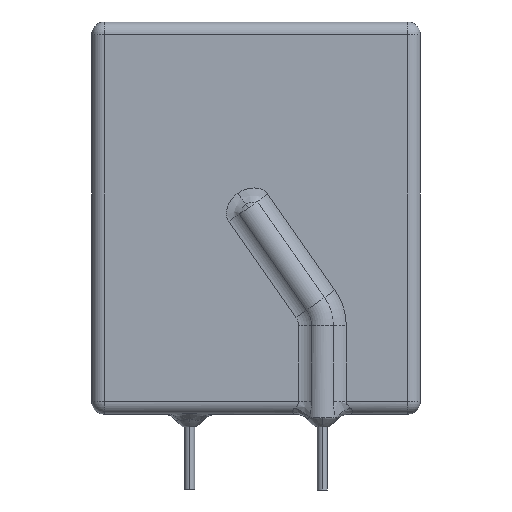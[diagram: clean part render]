
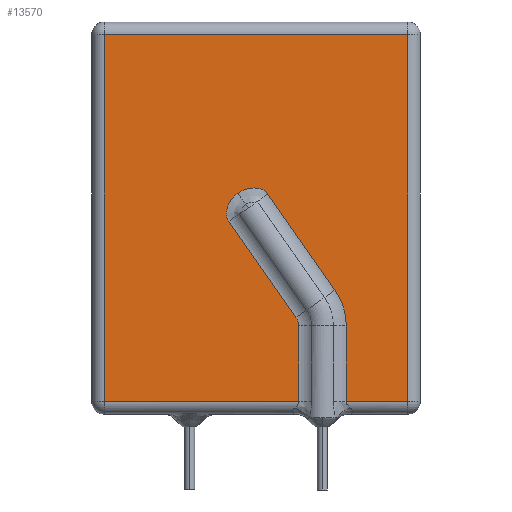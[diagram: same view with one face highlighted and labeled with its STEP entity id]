
A CAD part, front view. The second image highlights one B-rep face of the part: STEP entity #13570.
In plain terms, the highlighted planar face has unit normal (0, -1, 0).
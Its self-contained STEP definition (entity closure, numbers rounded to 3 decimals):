
#362 = EDGE_CURVE ( 'NONE', #17450, #4100, #2227, .T. ) ;
#433 = CARTESIAN_POINT ( 'NONE',  ( -2.13, -1.5, 1.171 ) ) ;
#437 = DIRECTION ( 'NONE',  ( 0., 0., -1. ) ) ;
#991 = CARTESIAN_POINT ( 'NONE',  ( 3.363, -1.5, -14.5 ) ) ;
#1027 = VERTEX_POINT ( 'NONE', #2553 ) ;
#1078 = EDGE_CURVE ( 'NONE', #1027, #5963, #11264, .T. ) ;
#1130 = ORIENTED_EDGE ( 'NONE', *, *, #3458, .T. ) ;
#1611 = ORIENTED_EDGE ( 'NONE', *, *, #2278, .T. ) ;
#1686 = VECTOR ( 'NONE', #7777, 1000. ) ;
#1811 = B_SPLINE_CURVE_WITH_KNOTS ( 'NONE', 3,
 ( #8060, #3660, #18214, #17140, #2396, #13867, #2302, #433, #13778, #8258, #18414, #14163 ),
 .UNSPECIFIED., .F., .F.,
 ( 4, 2, 2, 2, 2, 4 ),
 ( 0., 0., 0.001, 0.001, 0.002, 0.003 ),
 .UNSPECIFIED. ) ;
#2227 = LINE ( 'NONE', #12719, #16037 ) ;
#2278 = EDGE_CURVE ( 'NONE', #10526, #12168, #9728, .T. ) ;
#2292 = AXIS2_PLACEMENT_3D ( 'NONE', #17819, #15214, #12181 ) ;
#2302 = CARTESIAN_POINT ( 'NONE',  ( -2.296, -1.5, 0.773 ) ) ;
#2333 = CARTESIAN_POINT ( 'NONE',  ( 2.25, -1.5, -8.5 ) ) ;
#2396 = CARTESIAN_POINT ( 'NONE',  ( -2.345, -1.5, 0.231 ) ) ;
#2553 = CARTESIAN_POINT ( 'NONE',  ( 3.363, -1.5, -14.5 ) ) ;
#2565 = CARTESIAN_POINT ( 'NONE',  ( 0.939, -1.5, 1.894 ) ) ;
#2624 = ORIENTED_EDGE ( 'NONE', *, *, #7691, .T. ) ;
#2969 = DIRECTION ( 'NONE',  ( 0., 0., -1. ) ) ;
#3023 = VECTOR ( 'NONE', #2969, 1000. ) ;
#3176 = CARTESIAN_POINT ( 'NONE',  ( 12., -1.5, -14.5 ) ) ;
#3458 = EDGE_CURVE ( 'NONE', #3656, #16195, #12002, .T. ) ;
#3488 = LINE ( 'NONE', #17964, #11865 ) ;
#3550 = CARTESIAN_POINT ( 'NONE',  ( 7.137, -1.5, -14.5 ) ) ;
#3634 = CARTESIAN_POINT ( 'NONE',  ( -1.243, -1.5, 2.099 ) ) ;
#3656 = VERTEX_POINT ( 'NONE', #3550 ) ;
#3660 = CARTESIAN_POINT ( 'NONE',  ( -2.216, -1.5, -0.181 ) ) ;
#3720 = ORIENTED_EDGE ( 'NONE', *, *, #17352, .T. ) ;
#3972 = ORIENTED_EDGE ( 'NONE', *, *, #9533, .T. ) ;
#4100 = VERTEX_POINT ( 'NONE', #9891 ) ;
#4136 = LINE ( 'NONE', #5502, #3023 ) ;
#4228 = EDGE_LOOP ( 'NONE', ( #12092, #3720, #1130, #18196, #1611, #4756, #10648, #19030, #12547, #7470, #3972, #2624, #17663 ) ) ;
#4400 = CARTESIAN_POINT ( 'NONE',  ( -0.425, -1.5, 2.365 ) ) ;
#4756 = ORIENTED_EDGE ( 'NONE', *, *, #6688, .T. ) ;
#4932 = DIRECTION ( 'NONE',  ( 1., 0., 0. ) ) ;
#5336 = DIRECTION ( 'NONE',  ( 0., 1., 0. ) ) ;
#5502 = CARTESIAN_POINT ( 'NONE',  ( -12., -1.5, -14.5 ) ) ;
#5674 = CARTESIAN_POINT ( 'NONE',  ( -1.421, -1.5, 1.974 ) ) ;
#5793 = CARTESIAN_POINT ( 'NONE',  ( 0.532, -1.5, 2.245 ) ) ;
#5963 = VERTEX_POINT ( 'NONE', #12372 ) ;
#6285 = PLANE ( 'NONE',  #2292 ) ;
#6410 = CARTESIAN_POINT ( 'NONE',  ( 12., -1.5, 14.5 ) ) ;
#6688 = EDGE_CURVE ( 'NONE', #12168, #18916, #4136, .T. ) ;
#6938 = DIRECTION ( 'NONE',  ( 0., 0., 1. ) ) ;
#7044 = CARTESIAN_POINT ( 'NONE',  ( 0.628, -1.5, 2.192 ) ) ;
#7145 = CARTESIAN_POINT ( 'NONE',  ( 0.223, -1.5, 2.349 ) ) ;
#7470 = ORIENTED_EDGE ( 'NONE', *, *, #7956, .T. ) ;
#7553 = CARTESIAN_POINT ( 'NONE',  ( 7.137, -1.5, -8.5 ) ) ;
#7691 = EDGE_CURVE ( 'NONE', #16951, #17450, #13251, .T. ) ;
#7777 = DIRECTION ( 'NONE',  ( 0., 0., 1. ) ) ;
#7861 = CARTESIAN_POINT ( 'NONE',  ( 7.137, -1.5, -14.5 ) ) ;
#7887 = VECTOR ( 'NONE', #17832, 1000. ) ;
#7956 = EDGE_CURVE ( 'NONE', #14074, #10836, #15468, .T. ) ;
#8060 = CARTESIAN_POINT ( 'NONE',  ( -2.153, -1.5, -0.271 ) ) ;
#8091 = CARTESIAN_POINT ( 'NONE',  ( 12., -1.5, 14.5 ) ) ;
#8258 = CARTESIAN_POINT ( 'NONE',  ( -1.754, -1.5, 1.699 ) ) ;
#8274 = CARTESIAN_POINT ( 'NONE',  ( 12., -1.5, -14.5 ) ) ;
#9204 = FACE_OUTER_BOUND ( 'NONE', #4228, .T. ) ;
#9533 = EDGE_CURVE ( 'NONE', #10836, #16951, #1811, .T. ) ;
#9728 = LINE ( 'NONE', #14401, #12417 ) ;
#9875 = CARTESIAN_POINT ( 'NONE',  ( 3.161, -1.5, -7.862 ) ) ;
#9891 = CARTESIAN_POINT ( 'NONE',  ( 6.254, -1.5, -5.697 ) ) ;
#9909 = DIRECTION ( 'NONE',  ( 1., 0., 0. ) ) ;
#10039 = CARTESIAN_POINT ( 'NONE',  ( 0.801, -1.5, 2.061 ) ) ;
#10082 = AXIS2_PLACEMENT_3D ( 'NONE', #2333, #5336, #9909 ) ;
#10135 = CARTESIAN_POINT ( 'NONE',  ( 0.876, -1.5, 1.983 ) ) ;
#10234 = VECTOR ( 'NONE', #437, 1000. ) ;
#10320 = CARTESIAN_POINT ( 'NONE',  ( -0.636, -1.5, 2.327 ) ) ;
#10526 = VERTEX_POINT ( 'NONE', #8091 ) ;
#10590 = EDGE_CURVE ( 'NONE', #4100, #19224, #10983, .T. ) ;
#10648 = ORIENTED_EDGE ( 'NONE', *, *, #13080, .T. ) ;
#10836 = VERTEX_POINT ( 'NONE', #13383 ) ;
#10983 = CIRCLE ( 'NONE', #10082, 4.887 ) ;
#11022 = VECTOR ( 'NONE', #6938, 1000. ) ;
#11264 = LINE ( 'NONE', #991, #11022 ) ;
#11273 = EDGE_CURVE ( 'NONE', #16195, #10526, #12219, .T. ) ;
#11865 = VECTOR ( 'NONE', #4932, 1000. ) ;
#12002 = LINE ( 'NONE', #3176, #7887 ) ;
#12092 = ORIENTED_EDGE ( 'NONE', *, *, #10590, .T. ) ;
#12168 = VERTEX_POINT ( 'NONE', #12352 ) ;
#12181 = DIRECTION ( 'NONE',  ( 1., 0., 0. ) ) ;
#12219 = LINE ( 'NONE', #6410, #1686 ) ;
#12352 = CARTESIAN_POINT ( 'NONE',  ( -12., -1.5, 14.5 ) ) ;
#12372 = CARTESIAN_POINT ( 'NONE',  ( 3.363, -1.5, -8.5 ) ) ;
#12417 = VECTOR ( 'NONE', #17687, 1000. ) ;
#12547 = ORIENTED_EDGE ( 'NONE', *, *, #16496, .T. ) ;
#12719 = CARTESIAN_POINT ( 'NONE',  ( 12.28, -1.5, -14.304 ) ) ;
#12743 = CARTESIAN_POINT ( 'NONE',  ( 9.188, -1.5, -16.469 ) ) ;
#12996 = CARTESIAN_POINT ( 'NONE',  ( 0.939, -1.5, 1.894 ) ) ;
#13060 = CARTESIAN_POINT ( 'NONE',  ( 0.33, -1.5, 2.323 ) ) ;
#13080 = EDGE_CURVE ( 'NONE', #18916, #1027, #3488, .T. ) ;
#13251 = B_SPLINE_CURVE_WITH_KNOTS ( 'NONE', 3,
 ( #16928, #3634, #15970, #10320, #4400, #16164, #13253, #7145, #13060, #5793, #7044, #10039, #10135, #2565 ),
 .UNSPECIFIED., .F., .F.,
 ( 4, 2, 2, 2, 2, 2, 4 ),
 ( 0., 0.001, 0.001, 0.002, 0.002, 0.002, 0.003 ),
 .UNSPECIFIED. ) ;
#13253 = CARTESIAN_POINT ( 'NONE',  ( 0.009, -1.5, 2.377 ) ) ;
#13270 = DIRECTION ( 'NONE',  ( 1., 0., 0. ) ) ;
#13383 = CARTESIAN_POINT ( 'NONE',  ( -2.153, -1.5, -0.271 ) ) ;
#13570 = ADVANCED_FACE ( 'NONE', ( #9204 ), #6285, .T. ) ;
#13638 = CARTESIAN_POINT ( 'NONE',  ( 2.25, -1.5, -8.5 ) ) ;
#13695 = LINE ( 'NONE', #7861, #10234 ) ;
#13778 = CARTESIAN_POINT ( 'NONE',  ( -2.02, -1.5, 1.359 ) ) ;
#13867 = CARTESIAN_POINT ( 'NONE',  ( -2.351, -1.5, 0.559 ) ) ;
#13892 = DIRECTION ( 'NONE',  ( 0.574, 0., -0.819 ) ) ;
#13909 = AXIS2_PLACEMENT_3D ( 'NONE', #13638, #17522, #13270 ) ;
#14056 = CARTESIAN_POINT ( 'NONE',  ( -12., -1.5, -14.5 ) ) ;
#14074 = VERTEX_POINT ( 'NONE', #9875 ) ;
#14163 = CARTESIAN_POINT ( 'NONE',  ( -1.421, -1.5, 1.974 ) ) ;
#14401 = CARTESIAN_POINT ( 'NONE',  ( -12., -1.5, 14.5 ) ) ;
#15214 = DIRECTION ( 'NONE',  ( 0., -1., 0. ) ) ;
#15468 = LINE ( 'NONE', #12743, #18254 ) ;
#15970 = CARTESIAN_POINT ( 'NONE',  ( -1.046, -1.5, 2.194 ) ) ;
#16037 = VECTOR ( 'NONE', #13892, 1000. ) ;
#16164 = CARTESIAN_POINT ( 'NONE',  ( -0.099, -1.5, 2.38 ) ) ;
#16195 = VERTEX_POINT ( 'NONE', #8274 ) ;
#16496 = EDGE_CURVE ( 'NONE', #5963, #14074, #19173, .T. ) ;
#16905 = DIRECTION ( 'NONE',  ( -0.574, 0., 0.819 ) ) ;
#16928 = CARTESIAN_POINT ( 'NONE',  ( -1.421, -1.5, 1.974 ) ) ;
#16951 = VERTEX_POINT ( 'NONE', #5674 ) ;
#17140 = CARTESIAN_POINT ( 'NONE',  ( -2.328, -1.5, 0.124 ) ) ;
#17352 = EDGE_CURVE ( 'NONE', #19224, #3656, #13695, .T. ) ;
#17450 = VERTEX_POINT ( 'NONE', #12996 ) ;
#17522 = DIRECTION ( 'NONE',  ( 0., -1., 0. ) ) ;
#17663 = ORIENTED_EDGE ( 'NONE', *, *, #362, .T. ) ;
#17687 = DIRECTION ( 'NONE',  ( -1., 0., 0. ) ) ;
#17819 = CARTESIAN_POINT ( 'NONE',  ( 12., -1.5, -14.5 ) ) ;
#17832 = DIRECTION ( 'NONE',  ( 1., 0., 0. ) ) ;
#17964 = CARTESIAN_POINT ( 'NONE',  ( 12., -1.5, -14.5 ) ) ;
#18196 = ORIENTED_EDGE ( 'NONE', *, *, #11273, .T. ) ;
#18214 = CARTESIAN_POINT ( 'NONE',  ( -2.264, -1.5, -0.082 ) ) ;
#18254 = VECTOR ( 'NONE', #16905, 1000. ) ;
#18414 = CARTESIAN_POINT ( 'NONE',  ( -1.6, -1.5, 1.849 ) ) ;
#18916 = VERTEX_POINT ( 'NONE', #14056 ) ;
#19030 = ORIENTED_EDGE ( 'NONE', *, *, #1078, .T. ) ;
#19173 = CIRCLE ( 'NONE', #13909, 1.113 ) ;
#19224 = VERTEX_POINT ( 'NONE', #7553 ) ;
